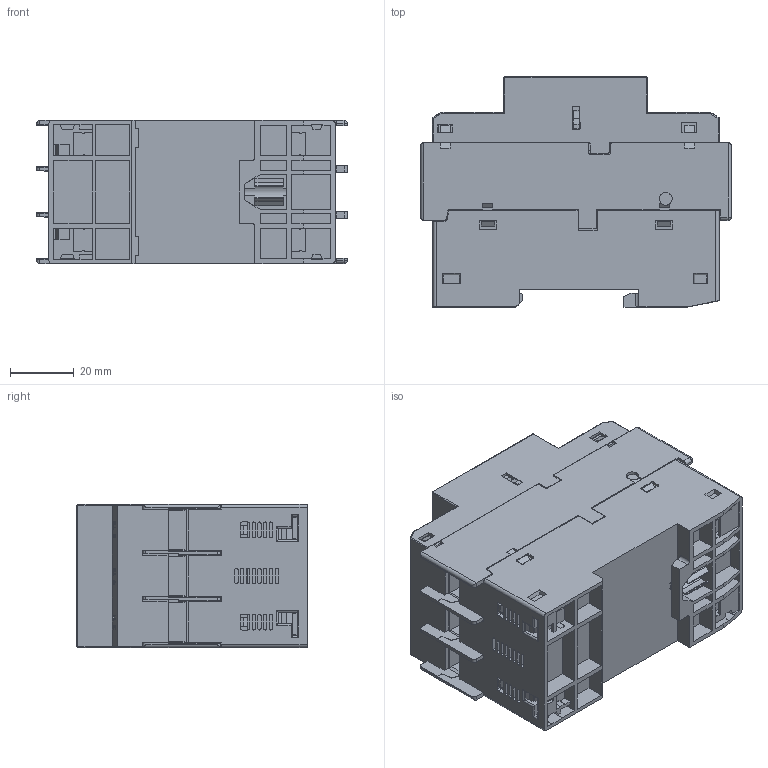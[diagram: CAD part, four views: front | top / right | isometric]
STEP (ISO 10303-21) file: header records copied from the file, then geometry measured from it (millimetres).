
FILE_DESCRIPTION (( 'STEP AP203' ), '1' );
FILE_NAME ('CLT32MPW40.STEP', '2020-12-15T14:00:24', ( '' ), ( '' ), 'SwSTEP 2.0', 'SolidWorks 2019', '' );
FILE_SCHEMA (( 'CONFIG_CONTROL_DESIGN' ));
Products named in the file (1): CLT32MPW40
Bounding box: 97.2 x 72 x 44.8 mm (x, y, z)
Surface area: 73526.4 mm2
Topology: 3 solids, 3 shells, 2211 faces, 6217 edges, 4086 vertices
Faces by surface type: plane 1826, cylinder 308, bspline 50, cone 27
Entity records: 74077 total; most frequent: CARTESIAN_POINT 18733, ORIENTED_EDGE 12434, DIRECTION 10137, EDGE_CURVE 6217, VECTOR 4625, LINE 4625, VERTEX_POINT 4086, AXIS2_PLACEMENT_3D 2756
